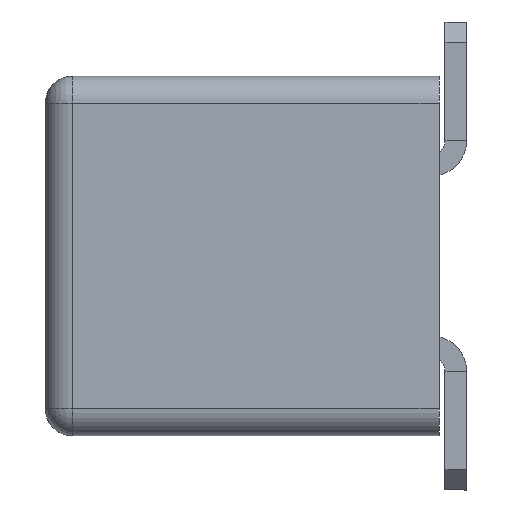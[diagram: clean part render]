
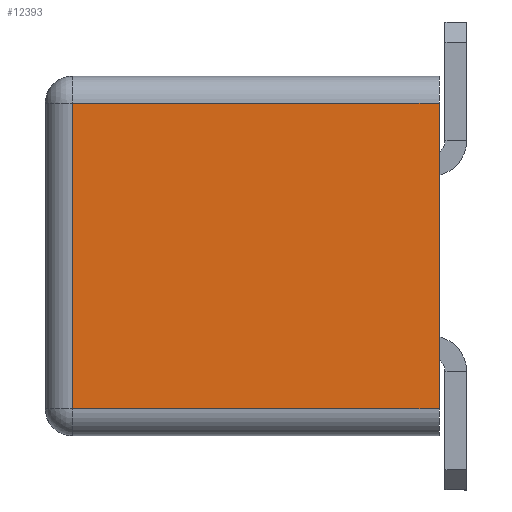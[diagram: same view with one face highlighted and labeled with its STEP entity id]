
A CAD part, left-side view. The second image highlights one B-rep face of the part: STEP entity #12393.
In plain terms, the highlighted planar face has unit normal (-1, 0, 0).
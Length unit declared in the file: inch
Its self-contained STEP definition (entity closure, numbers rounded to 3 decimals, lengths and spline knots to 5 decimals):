
#54 = EDGE_CURVE ( 'NONE', #11190, #9878, #10831, .T. ) ;
#989 = CARTESIAN_POINT ( 'NONE',  ( -0.31124, -0.12623, 0.09776 ) ) ;
#1604 = VERTEX_POINT ( 'NONE', #10655 ) ;
#1761 = FACE_OUTER_BOUND ( 'NONE', #13043, .T. ) ;
#2350 = CARTESIAN_POINT ( 'NONE',  ( -0.31124, 0.16377, -0.12724 ) ) ;
#3264 = EDGE_CURVE ( 'NONE', #1604, #9878, #4554, .T. ) ;
#3365 = DIRECTION ( 'NONE',  ( 0., 0., -1. ) ) ;
#3411 = ORIENTED_EDGE ( 'NONE', *, *, #6521, .T. ) ;
#3604 = CARTESIAN_POINT ( 'NONE',  ( -0.31124, 0.16377, 0.09776 ) ) ;
#3749 = ORIENTED_EDGE ( 'NONE', *, *, #10953, .T. ) ;
#4223 = VECTOR ( 'NONE', #10904, 39.37008 ) ;
#4554 = LINE ( 'NONE', #9861, #4223 ) ;
#5111 = VECTOR ( 'NONE', #12712, 39.37008 ) ;
#5229 = VERTEX_POINT ( 'NONE', #6581 ) ;
#6207 = VECTOR ( 'NONE', #9855, 39.37008 ) ;
#6416 = ORIENTED_EDGE ( 'NONE', *, *, #54, .F. ) ;
#6521 = EDGE_CURVE ( 'NONE', #5229, #1604, #8954, .T. ) ;
#6581 = CARTESIAN_POINT ( 'NONE',  ( -0.31124, 0.14377, -0.12724 ) ) ;
#6805 = CARTESIAN_POINT ( 'NONE',  ( -0.31124, 0.16377, -0.12724 ) ) ;
#7406 = PLANE ( 'NONE',  #8966 ) ;
#7755 = DIRECTION ( 'NONE',  ( 0., -1., 0. ) ) ;
#7790 = VECTOR ( 'NONE', #7755, 39.37008 ) ;
#8007 = CARTESIAN_POINT ( 'NONE',  ( -0.31124, 0.14377, 0.09776 ) ) ;
#8954 = LINE ( 'NONE', #6805, #6207 ) ;
#8966 = AXIS2_PLACEMENT_3D ( 'NONE', #2350, #9490, #3365 ) ;
#9490 = DIRECTION ( 'NONE',  ( 1., 0., 0. ) ) ;
#9548 = CARTESIAN_POINT ( 'NONE',  ( -0.31124, 0.14377, -0.12724 ) ) ;
#9855 = DIRECTION ( 'NONE',  ( 0., -1., 0. ) ) ;
#9861 = CARTESIAN_POINT ( 'NONE',  ( -0.31124, -0.12623, -0.12724 ) ) ;
#9878 = VERTEX_POINT ( 'NONE', #989 ) ;
#10592 = LINE ( 'NONE', #9548, #5111 ) ;
#10655 = CARTESIAN_POINT ( 'NONE',  ( -0.31124, -0.12623, -0.12724 ) ) ;
#10831 = LINE ( 'NONE', #3604, #7790 ) ;
#10904 = DIRECTION ( 'NONE',  ( 0., 0., 1. ) ) ;
#10953 = EDGE_CURVE ( 'NONE', #11190, #5229, #10592, .T. ) ;
#11190 = VERTEX_POINT ( 'NONE', #8007 ) ;
#12393 = ADVANCED_FACE ( 'NONE', ( #1761 ), #7406, .F. ) ;
#12712 = DIRECTION ( 'NONE',  ( 0., 0., -1. ) ) ;
#12882 = ORIENTED_EDGE ( 'NONE', *, *, #3264, .T. ) ;
#13043 = EDGE_LOOP ( 'NONE', ( #6416, #3749, #3411, #12882 ) ) ;
